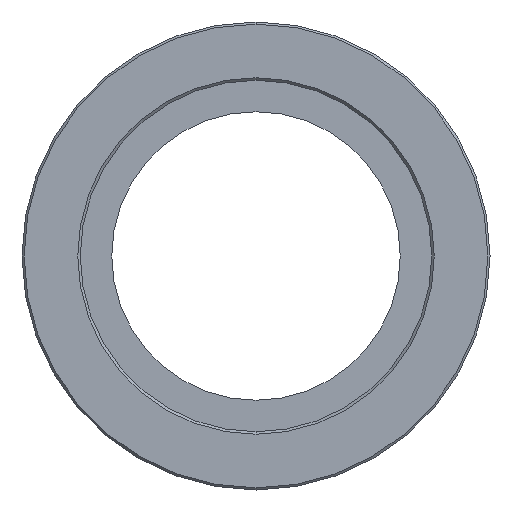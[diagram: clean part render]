
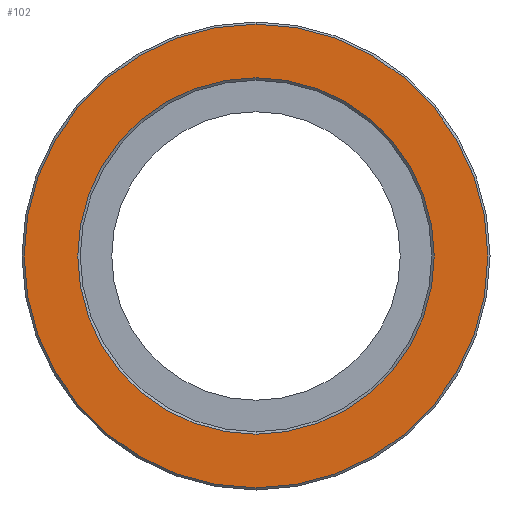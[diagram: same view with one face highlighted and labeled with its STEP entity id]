
A CAD part, front view. The second image highlights one B-rep face of the part: STEP entity #102.
In plain terms, the highlighted planar face has unit normal (0, -1, 0).
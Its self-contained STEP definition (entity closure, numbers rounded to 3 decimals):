
#1 = VERTEX_POINT ( 'NONE', #517 ) ;
#6 = DIRECTION ( 'NONE',  ( 0., -1., 0. ) ) ;
#20 = DIRECTION ( 'NONE',  ( 0., 1., 0. ) ) ;
#35 = CARTESIAN_POINT ( 'NONE',  ( 0., 0., 0. ) ) ;
#49 = DIRECTION ( 'NONE',  ( 0., 0., -1. ) ) ;
#62 = FACE_OUTER_BOUND ( 'NONE', #568, .T. ) ;
#93 = DIRECTION ( 'NONE',  ( 0., 0., -1. ) ) ;
#102 = ADVANCED_FACE ( 'NONE', ( #486, #62 ), #557, .T. ) ;
#132 = CIRCLE ( 'NONE', #275, 27.25 ) ;
#151 = EDGE_CURVE ( 'NONE', #491, #402, #162, .T. ) ;
#154 = DIRECTION ( 'NONE',  ( 0., 0., -1. ) ) ;
#159 = EDGE_CURVE ( 'NONE', #1, #460, #197, .T. ) ;
#162 = CIRCLE ( 'NONE', #384, 27.25 ) ;
#169 = AXIS2_PLACEMENT_3D ( 'NONE', #315, #269, #154 ) ;
#197 = CIRCLE ( 'NONE', #521, 20.95 ) ;
#203 = DIRECTION ( 'NONE',  ( 0., 0., -1. ) ) ;
#230 = CARTESIAN_POINT ( 'NONE',  ( -20.65, 0., 0. ) ) ;
#234 = CARTESIAN_POINT ( 'NONE',  ( 0., 0., 0. ) ) ;
#269 = DIRECTION ( 'NONE',  ( 0., 1., 0. ) ) ;
#275 = AXIS2_PLACEMENT_3D ( 'NONE', #234, #6, #532 ) ;
#286 = ORIENTED_EDGE ( 'NONE', *, *, #151, .T. ) ;
#291 = EDGE_LOOP ( 'NONE', ( #474, #416 ) ) ;
#314 = DIRECTION ( 'NONE',  ( 0., -1., 0. ) ) ;
#315 = CARTESIAN_POINT ( 'NONE',  ( 0., 0., 0. ) ) ;
#354 = CARTESIAN_POINT ( 'NONE',  ( 0., 0., -27.25 ) ) ;
#384 = AXIS2_PLACEMENT_3D ( 'NONE', #456, #536, #93 ) ;
#393 = AXIS2_PLACEMENT_3D ( 'NONE', #230, #314, #49 ) ;
#402 = VERTEX_POINT ( 'NONE', #354 ) ;
#416 = ORIENTED_EDGE ( 'NONE', *, *, #159, .T. ) ;
#421 = CIRCLE ( 'NONE', #169, 20.95 ) ;
#456 = CARTESIAN_POINT ( 'NONE',  ( 0., 0., 0. ) ) ;
#460 = VERTEX_POINT ( 'NONE', #469 ) ;
#465 = CARTESIAN_POINT ( 'NONE',  ( 0., 0., 27.25 ) ) ;
#469 = CARTESIAN_POINT ( 'NONE',  ( 0., 0., -20.95 ) ) ;
#474 = ORIENTED_EDGE ( 'NONE', *, *, #574, .T. ) ;
#486 = FACE_BOUND ( 'NONE', #291, .T. ) ;
#491 = VERTEX_POINT ( 'NONE', #465 ) ;
#499 = ORIENTED_EDGE ( 'NONE', *, *, #537, .T. ) ;
#517 = CARTESIAN_POINT ( 'NONE',  ( 0., 0., 20.95 ) ) ;
#521 = AXIS2_PLACEMENT_3D ( 'NONE', #35, #20, #203 ) ;
#532 = DIRECTION ( 'NONE',  ( 0., 0., -1. ) ) ;
#536 = DIRECTION ( 'NONE',  ( 0., -1., 0. ) ) ;
#537 = EDGE_CURVE ( 'NONE', #402, #491, #132, .T. ) ;
#557 = PLANE ( 'NONE',  #393 ) ;
#568 = EDGE_LOOP ( 'NONE', ( #286, #499 ) ) ;
#574 = EDGE_CURVE ( 'NONE', #460, #1, #421, .T. ) ;
